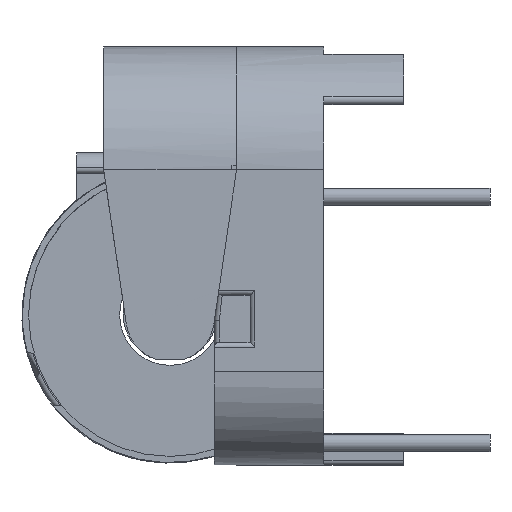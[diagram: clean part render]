
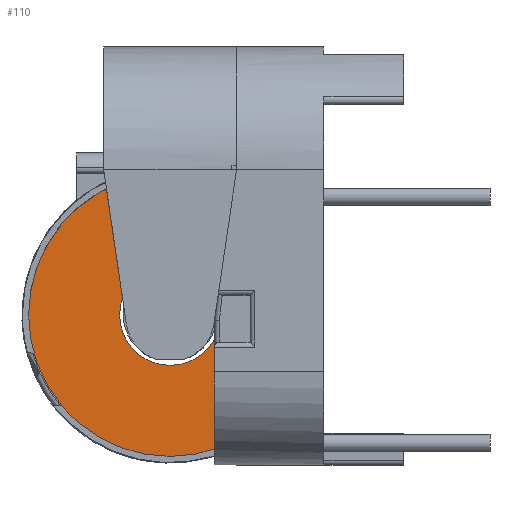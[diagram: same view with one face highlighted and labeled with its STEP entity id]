
A CAD part, left-side view. The second image highlights one B-rep face of the part: STEP entity #110.
In plain terms, the highlighted planar face has unit normal (-1, 0, 0).
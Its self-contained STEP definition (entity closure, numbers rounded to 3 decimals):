
#15 = AXIS2_PLACEMENT_3D ( 'NONE', #15784, #9390, #18848 ) ;
#38 = DIRECTION ( 'NONE',  ( 1., 0., 0. ) ) ;
#89 = EDGE_CURVE ( 'NONE', #2895, #2436, #20580, .T. ) ;
#110 = ADVANCED_FACE ( 'NONE', ( #3874, #18785 ), #19077, .T. ) ;
#524 = EDGE_LOOP ( 'NONE', ( #16068, #20102 ) ) ;
#704 = AXIS2_PLACEMENT_3D ( 'NONE', #8205, #38, #8135 ) ;
#1043 = CARTESIAN_POINT ( 'NONE',  ( -20.642, 3.758, -4.544 ) ) ;
#2436 = VERTEX_POINT ( 'NONE', #11667 ) ;
#2622 = DIRECTION ( 'NONE',  ( 1., 0., 0. ) ) ;
#2895 = VERTEX_POINT ( 'NONE', #15869 ) ;
#3634 = ORIENTED_EDGE ( 'NONE', *, *, #6863, .F. ) ;
#3874 = FACE_BOUND ( 'NONE', #524, .T. ) ;
#4195 = AXIS2_PLACEMENT_3D ( 'NONE', #1043, #2622, #20552 ) ;
#4780 = EDGE_CURVE ( 'NONE', #20084, #7290, #12502, .T. ) ;
#5242 = CARTESIAN_POINT ( 'NONE',  ( -20.642, 5.808, -4.544 ) ) ;
#6430 = AXIS2_PLACEMENT_3D ( 'NONE', #12037, #18269, #11906 ) ;
#6863 = EDGE_CURVE ( 'NONE', #2436, #2895, #10301, .T. ) ;
#7290 = VERTEX_POINT ( 'NONE', #10683 ) ;
#8135 = DIRECTION ( 'NONE',  ( 0., 1., 0. ) ) ;
#8205 = CARTESIAN_POINT ( 'NONE',  ( -20.642, 3.758, -4.544 ) ) ;
#9165 = CARTESIAN_POINT ( 'NONE',  ( -20.642, 3.758, -4.544 ) ) ;
#9390 = DIRECTION ( 'NONE',  ( -1., 0., 0. ) ) ;
#10301 = CIRCLE ( 'NONE', #4195, 5.75 ) ;
#10683 = CARTESIAN_POINT ( 'NONE',  ( -20.642, 1.708, -4.544 ) ) ;
#11667 = CARTESIAN_POINT ( 'NONE',  ( -20.642, -1.992, -4.544 ) ) ;
#11906 = DIRECTION ( 'NONE',  ( 0., 1., 0. ) ) ;
#11956 = AXIS2_PLACEMENT_3D ( 'NONE', #9165, #17187, #12472 ) ;
#12037 = CARTESIAN_POINT ( 'NONE',  ( -20.642, 3.758, -4.544 ) ) ;
#12472 = DIRECTION ( 'NONE',  ( 0., 1., 0. ) ) ;
#12502 = CIRCLE ( 'NONE', #704, 2.05 ) ;
#12955 = EDGE_LOOP ( 'NONE', ( #16428, #3634 ) ) ;
#14956 = EDGE_CURVE ( 'NONE', #7290, #20084, #18621, .T. ) ;
#15784 = CARTESIAN_POINT ( 'NONE',  ( -20.642, 5.808, -4.544 ) ) ;
#15869 = CARTESIAN_POINT ( 'NONE',  ( -20.642, 9.508, -4.544 ) ) ;
#16068 = ORIENTED_EDGE ( 'NONE', *, *, #4780, .T. ) ;
#16428 = ORIENTED_EDGE ( 'NONE', *, *, #89, .F. ) ;
#17187 = DIRECTION ( 'NONE',  ( 1., 0., 0. ) ) ;
#18269 = DIRECTION ( 'NONE',  ( 1., 0., 0. ) ) ;
#18621 = CIRCLE ( 'NONE', #6430, 2.05 ) ;
#18785 = FACE_OUTER_BOUND ( 'NONE', #12955, .T. ) ;
#18848 = DIRECTION ( 'NONE',  ( 0., -1., 0. ) ) ;
#19077 = PLANE ( 'NONE',  #15 ) ;
#20084 = VERTEX_POINT ( 'NONE', #5242 ) ;
#20102 = ORIENTED_EDGE ( 'NONE', *, *, #14956, .T. ) ;
#20552 = DIRECTION ( 'NONE',  ( 0., 1., 0. ) ) ;
#20580 = CIRCLE ( 'NONE', #11956, 5.75 ) ;
